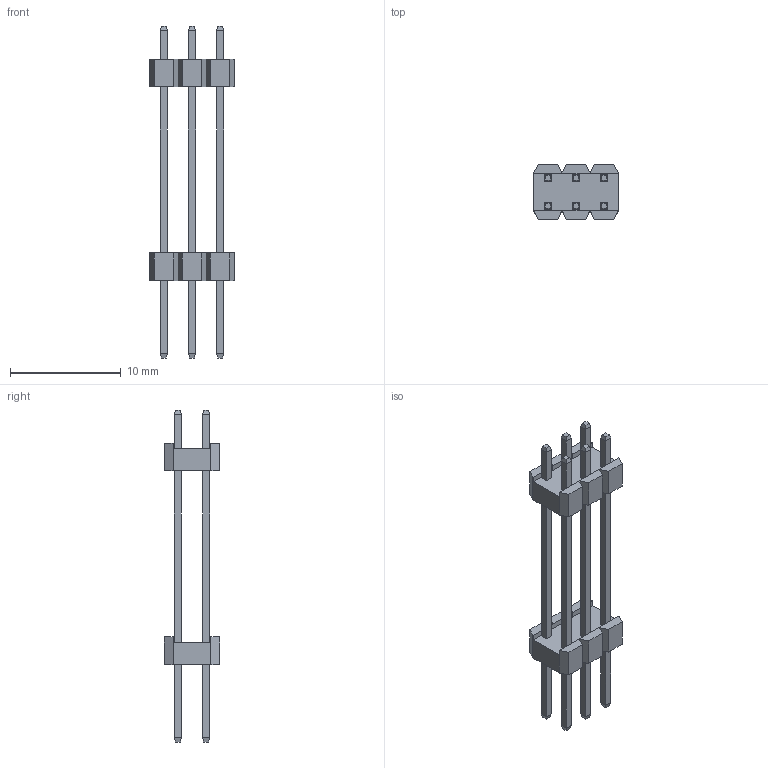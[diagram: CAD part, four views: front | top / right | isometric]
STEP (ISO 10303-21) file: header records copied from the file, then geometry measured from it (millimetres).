
FILE_DESCRIPTION (( 'STEP AP214' ), '1' );
FILE_NAME ('FPH25453-D06S1014230735B-REF.STEP', '2025-02-11T06:20:10', ( '' ), ( '' ), 'SwSTEP 2.0', 'SolidWorks 2021', '' );
FILE_SCHEMA (( 'AUTOMOTIVE_DESIGN' ));
Length unit declared in the file: millimetre
Products named in the file (1): FPH25453-D06S1014230735B-REF
Bounding box: 7.62 x 5 x 30 mm (x, y, z)
Volume: 218.8 mm3; surface area: 683.5 mm2
Topology: 1 solids, 1 shells, 184 faces, 456 edges, 288 vertices
Faces by surface type: plane 184
Entity records: 5330 total; most frequent: CARTESIAN_POINT 929, ORIENTED_EDGE 912, DIRECTION 826, EDGE_CURVE 456, VECTOR 456, LINE 456, VERTEX_POINT 288, EDGE_LOOP 208
